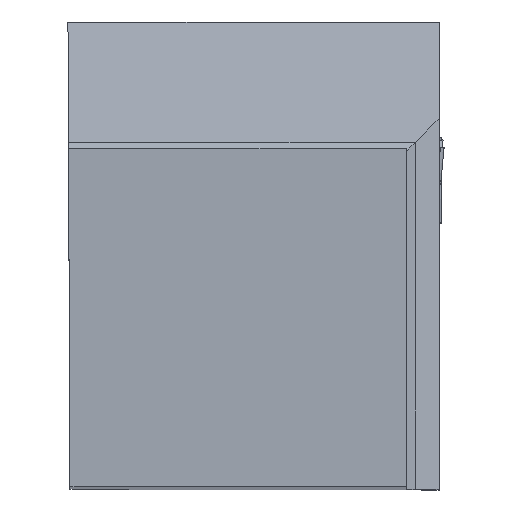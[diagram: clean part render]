
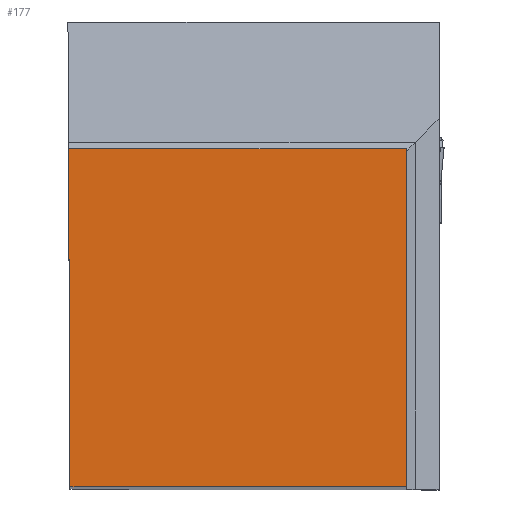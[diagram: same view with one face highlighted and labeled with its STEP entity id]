
A CAD part, top view. The second image highlights one B-rep face of the part: STEP entity #177.
In plain terms, the highlighted planar face has unit normal (0, 0, 1).
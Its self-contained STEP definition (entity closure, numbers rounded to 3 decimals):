
#177=ADVANCED_FACE('BLANK_BOXF006',(#293),#225,.F.);
#225=PLANE('',#1552);
#293=FACE_OUTER_BOUND('',#363,.T.);
#363=EDGE_LOOP('',(#686,#687,#688,#689));
#686=ORIENTED_EDGE('',*,*,#1063,.T.);
#687=ORIENTED_EDGE('',*,*,#1064,.T.);
#688=ORIENTED_EDGE('',*,*,#1065,.T.);
#689=ORIENTED_EDGE('',*,*,#1051,.T.);
#877=VERTEX_POINT('',#2712);
#878=VERTEX_POINT('',#2714);
#886=VERTEX_POINT('',#2737);
#887=VERTEX_POINT('',#2739);
#1051=EDGE_CURVE('',#878,#877,#1197,.T.);
#1063=EDGE_CURVE('',#877,#886,#1207,.T.);
#1064=EDGE_CURVE('',#886,#887,#1208,.T.);
#1065=EDGE_CURVE('',#887,#878,#1209,.T.);
#1197=LINE('',#2713,#1357);
#1207=LINE('',#2736,#1367);
#1208=LINE('',#2738,#1368);
#1209=LINE('',#2740,#1369);
#1357=VECTOR('',#1791,1.);
#1367=VECTOR('',#1811,1.);
#1368=VECTOR('',#1812,1.);
#1369=VECTOR('',#1813,1.);
#1552=AXIS2_PLACEMENT_3D('',#2741,#1814,#1815);
#1791=DIRECTION('',(1.,0.,0.));
#1811=DIRECTION('',(0.,1.,0.));
#1812=DIRECTION('',(-1.,0.,0.));
#1813=DIRECTION('',(0.004,-1.,0.));
#1814=DIRECTION('',(0.,0.,-1.));
#1815=DIRECTION('',(0.,-1.,0.));
#2712=CARTESIAN_POINT('',(18.923,0.,0.));
#2713=CARTESIAN_POINT('',(-113.6,0.,0.));
#2714=CARTESIAN_POINT('',(0.083,0.,0.));
#2736=CARTESIAN_POINT('',(18.923,-113.6,0.));
#2737=CARTESIAN_POINT('',(18.923,18.923,0.));
#2738=CARTESIAN_POINT('',(113.6,18.923,0.));
#2739=CARTESIAN_POINT('',(0.,18.923,0.));
#2740=CARTESIAN_POINT('',(-0.413,113.599,0.));
#2741=CARTESIAN_POINT('',(20.756,-5.,0.));
